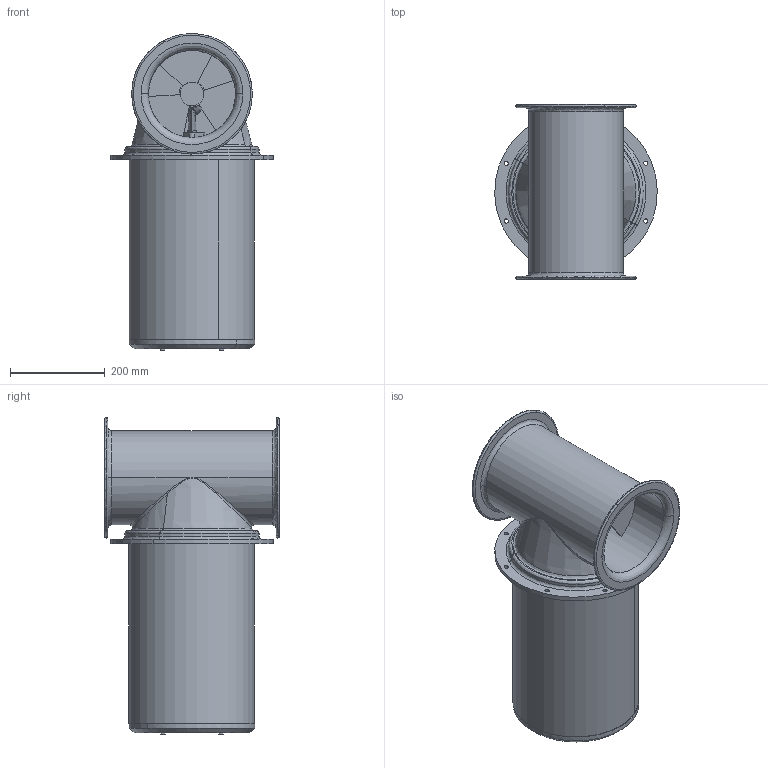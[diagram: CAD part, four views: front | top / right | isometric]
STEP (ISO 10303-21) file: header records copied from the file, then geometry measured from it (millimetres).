
FILE_DESCRIPTION(('CATIA V5 STEP Exchange','CAx-IF Rec.Pracs.--- Model Styling and Organization---1.4--- 2014-01-23','CAx-IF Rec.Pracs.---3D Tessellated Data Validation Properties---0.5---2014-09-14'),'2;1');
FILE_NAME('3D_Models_POD80.stp','2025-01-14T13:56:36+00:00',('none'),('none'),'CATIA Version 5-6 Release 2016','CATIA V5 STEP AP242','none');
FILE_SCHEMA(('AP242_MANAGED_MODEL_BASED_3D_ENGINEERING_MIM_LF {1 0 10303 442 1 1 4}'));
Length unit declared in the file: millimetre
Products named in the file (3): POD_CT80; STERN POD CT80; Cap_CT80
Assembly tree (2 placements, depth 2):
  POD_CT80
    STERN POD CT80
    Cap_CT80
Bounding box: 343.9 x 370 x 670.5 mm (x, y, z)
Volume: 11108358.6 mm3; surface area: 1909137.5 mm2
Topology: 8 solids, 8 shells, 533 faces, 1287 edges, 835 vertices
Faces by surface type: cylinder 225, plane 219, revolution 34, cone 30, bspline 22, torus 3
Entity records: 22072 total; most frequent: CARTESIAN_POINT 10419, ORIENTED_EDGE 2574, DIRECTION 1836, EDGE_CURVE 1287, VERTEX_POINT 835, AXIS2_PLACEMENT_3D 793, EDGE_LOOP 652, VECTOR 623
